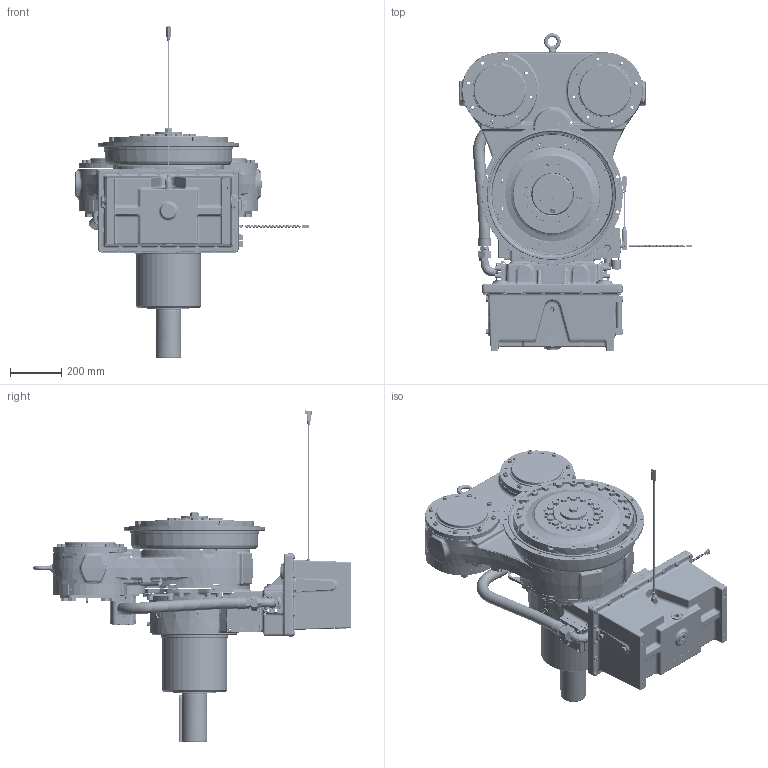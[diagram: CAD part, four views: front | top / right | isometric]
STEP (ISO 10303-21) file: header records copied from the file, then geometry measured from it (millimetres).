
FILE_DESCRIPTION (( 'STEP AP214' ), '1' );
FILE_NAME ('1029600F.step', '2021-03-23T20:15:07', ( 'TDI' ), ( 'Twin Disc Inc' ), 'SwSTEP 2.0', 'SolidWorks 2019', '' );
FILE_SCHEMA (( 'AUTOMOTIVE_DESIGN' ));
Length unit declared in the file: millimetre
Products named in the file (1): 1029600F
Bounding box: 915.08 x 1242.32 x 1299.18 mm (x, y, z)
Surface area: 4621429.8 mm2 (no closed solid volume)
Topology: 0 solids, 373 shells, 3790 faces, 14681 edges, 10952 vertices
Faces by surface type: plane 1726, cylinder 1068, bspline 421, cone 344, torus 158, sphere 73
Full cylindrical faces by diameter (mm): 2.54 x2, 2.794 x4, 5 x2, 5.7 x2, 8 x26, 8.5 x19, 9 x1, 10 x2, 10.2 x5, 10.4 x1, 11.112 x2, 11.906 x12, 12 x4, 12.025 x8, 12.5 x4, 13 x8, 14 x24, 15.875 x2, 16 x3, 16.662 x8, 16.667 x8, 16.8 x2, 17.5 x12, 18 x29, 18.771 x1, 18.872 x1, 19 x5, 19.05 x2, 19.25 x1, 20 x18
Entity records: 271618 total; most frequent: CARTESIAN_POINT 118348, DIRECTION 21521, ORIENTED_EDGE 20203, EDGE_CURVE 13864, VERTEX_POINT 10731, AXIS2_PLACEMENT_3D 7808, VECTOR 5905, LINE 5905
